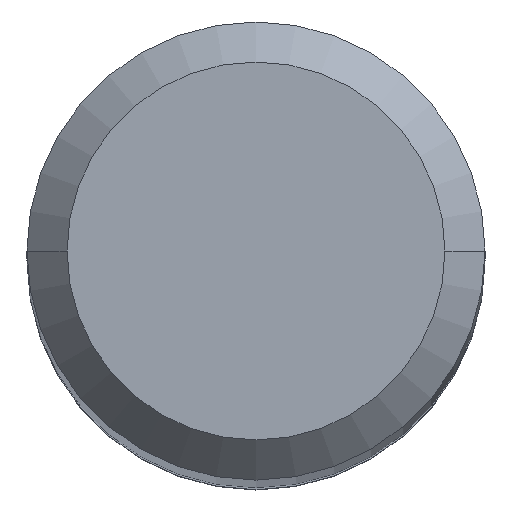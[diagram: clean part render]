
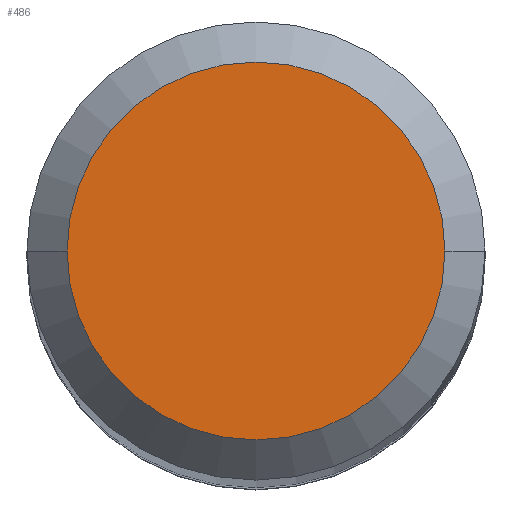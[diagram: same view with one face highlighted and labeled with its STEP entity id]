
A CAD part, top view. The second image highlights one B-rep face of the part: STEP entity #486.
In plain terms, the highlighted planar face has unit normal (0, 0, 1).
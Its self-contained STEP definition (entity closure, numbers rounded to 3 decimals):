
#47 = CIRCLE ( 'NONE', #92, 3.3 ) ;
#71 = CIRCLE ( 'NONE', #485, 3.3 ) ;
#92 = AXIS2_PLACEMENT_3D ( 'NONE', #653, #283, #156 ) ;
#96 = CARTESIAN_POINT ( 'NONE',  ( 3.3, 0., 0. ) ) ;
#109 = ORIENTED_EDGE ( 'NONE', *, *, #123, .T. ) ;
#110 = DIRECTION ( 'NONE',  ( 0., 0., -1. ) ) ;
#123 = EDGE_CURVE ( 'NONE', #649, #289, #47, .T. ) ;
#125 = EDGE_LOOP ( 'NONE', ( #109, #709 ) ) ;
#128 = EDGE_CURVE ( 'NONE', #289, #649, #71, .T. ) ;
#151 = CARTESIAN_POINT ( 'NONE',  ( 0., 3.3, 0. ) ) ;
#156 = DIRECTION ( 'NONE',  ( 1., 0., 0. ) ) ;
#222 = DIRECTION ( 'NONE',  ( 0., 0., 1. ) ) ;
#249 = DIRECTION ( 'NONE',  ( 1., 0., 0. ) ) ;
#283 = DIRECTION ( 'NONE',  ( 0., 0., 1. ) ) ;
#289 = VERTEX_POINT ( 'NONE', #96 ) ;
#414 = CARTESIAN_POINT ( 'NONE',  ( -3.3, 0., 0. ) ) ;
#430 = AXIS2_PLACEMENT_3D ( 'NONE', #151, #110, #652 ) ;
#485 = AXIS2_PLACEMENT_3D ( 'NONE', #771, #222, #249 ) ;
#486 = ADVANCED_FACE ( 'NONE', ( #761 ), #752, .F. ) ;
#649 = VERTEX_POINT ( 'NONE', #414 ) ;
#652 = DIRECTION ( 'NONE',  ( -1., 0., 0. ) ) ;
#653 = CARTESIAN_POINT ( 'NONE',  ( 0., 0., 0. ) ) ;
#709 = ORIENTED_EDGE ( 'NONE', *, *, #128, .T. ) ;
#752 = PLANE ( 'NONE',  #430 ) ;
#761 = FACE_OUTER_BOUND ( 'NONE', #125, .T. ) ;
#771 = CARTESIAN_POINT ( 'NONE',  ( 0., 0., 0. ) ) ;
